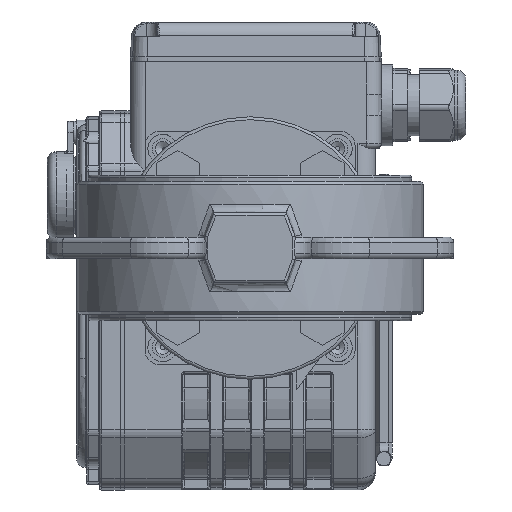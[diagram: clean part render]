
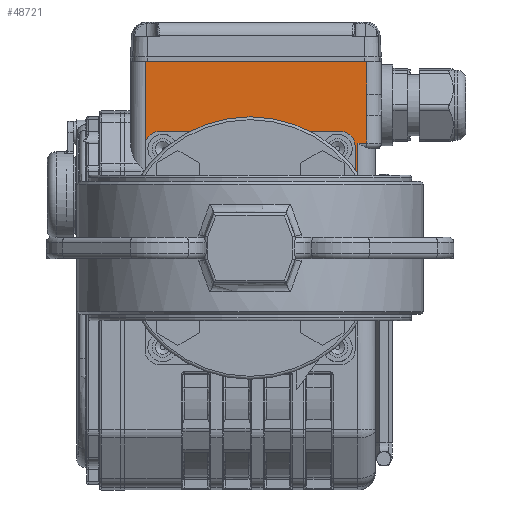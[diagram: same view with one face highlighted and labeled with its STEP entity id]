
A CAD part, front view. The second image highlights one B-rep face of the part: STEP entity #48721.
In plain terms, the highlighted face is planar.
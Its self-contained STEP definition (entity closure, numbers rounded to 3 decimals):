
#1455=B_SPLINE_CURVE_WITH_KNOTS('',3,(#85522,#85523,#85524,#85525,#85526,
#85527,#85528,#85529,#85530,#85531),.UNSPECIFIED.,.F.,.F.,(4,2,2,2,4),(0.,
0.002,0.004,0.006,0.007),
 .UNSPECIFIED.);
#2561=PLANE('',#53256);
#4215=LINE('',#82997,#7865);
#4606=LINE('',#84882,#8256);
#4609=LINE('',#84890,#8259);
#4658=LINE('',#85479,#8308);
#4666=LINE('',#85514,#8316);
#4667=LINE('',#85516,#8317);
#4668=LINE('',#85518,#8318);
#4669=LINE('',#85520,#8319);
#4670=LINE('',#85533,#8320);
#7865=VECTOR('',#59645,1000.);
#8256=VECTOR('',#61562,1000.);
#8259=VECTOR('',#61571,1000.);
#8308=VECTOR('',#61776,1000.);
#8316=VECTOR('',#61836,1000.);
#8317=VECTOR('',#61837,1000.);
#8318=VECTOR('',#61838,1000.);
#8319=VECTOR('',#61839,1000.);
#8320=VECTOR('',#61840,1000.);
#16062=ORIENTED_EDGE('',*,*,#27897,.F.);
#16063=ORIENTED_EDGE('',*,*,#27898,.T.);
#16064=ORIENTED_EDGE('',*,*,#27899,.T.);
#16065=ORIENTED_EDGE('',*,*,#27900,.T.);
#16066=ORIENTED_EDGE('',*,*,#27901,.T.);
#16067=ORIENTED_EDGE('',*,*,#27902,.T.);
#16068=ORIENTED_EDGE('',*,*,#26906,.T.);
#16069=ORIENTED_EDGE('',*,*,#27880,.T.);
#16070=ORIENTED_EDGE('',*,*,#27795,.F.);
#16071=ORIENTED_EDGE('',*,*,#27793,.F.);
#16072=ORIENTED_EDGE('',*,*,#27791,.F.);
#16073=ORIENTED_EDGE('',*,*,#27789,.F.);
#26906=EDGE_CURVE('',#33559,#33558,#4215,.T.);
#27789=EDGE_CURVE('',#34107,#34108,#4606,.T.);
#27791=EDGE_CURVE('',#34108,#34109,#37951,.T.);
#27793=EDGE_CURVE('',#34109,#34110,#4609,.T.);
#27795=EDGE_CURVE('',#34110,#34111,#37952,.T.);
#27880=EDGE_CURVE('',#33558,#34111,#4658,.T.);
#27897=EDGE_CURVE('',#34137,#34107,#4666,.T.);
#27898=EDGE_CURVE('',#34137,#34138,#4667,.T.);
#27899=EDGE_CURVE('',#34138,#34139,#4668,.T.);
#27900=EDGE_CURVE('',#34139,#34140,#4669,.T.);
#27901=EDGE_CURVE('',#34140,#34141,#1455,.T.);
#27902=EDGE_CURVE('',#34141,#33559,#4670,.T.);
#33558=VERTEX_POINT('',#82996);
#33559=VERTEX_POINT('',#82998);
#34107=VERTEX_POINT('',#84881);
#34108=VERTEX_POINT('',#84883);
#34109=VERTEX_POINT('',#84887);
#34110=VERTEX_POINT('',#84891);
#34111=VERTEX_POINT('',#84895);
#34137=VERTEX_POINT('',#85515);
#34138=VERTEX_POINT('',#85517);
#34139=VERTEX_POINT('',#85519);
#34140=VERTEX_POINT('',#85521);
#34141=VERTEX_POINT('',#85532);
#37951=CIRCLE('',#53151,6.);
#37952=CIRCLE('',#53154,6.);
#40804=EDGE_LOOP('',(#16062,#16063,#16064,#16065,#16066,#16067,#16068,#16069,
#16070,#16071,#16072,#16073));
#44351=FACE_BOUND('',#40804,.T.);
#48721=ADVANCED_FACE('',(#44351),#2561,.T.);
#53151=AXIS2_PLACEMENT_3D('',#84886,#61566,#61567);
#53154=AXIS2_PLACEMENT_3D('',#84894,#61575,#61576);
#53256=AXIS2_PLACEMENT_3D('',#85513,#61834,#61835);
#59645=DIRECTION('',(0.,1.,0.));
#61562=DIRECTION('',(1.,0.,0.));
#61566=DIRECTION('',(0.,0.,1.));
#61567=DIRECTION('',(1.,0.,0.));
#61571=DIRECTION('',(0.,1.,0.));
#61575=DIRECTION('',(0.,0.,1.));
#61576=DIRECTION('',(-1.,0.,0.));
#61776=DIRECTION('',(-1.,0.,0.));
#61834=DIRECTION('',(0.,0.,1.));
#61835=DIRECTION('',(1.,0.,0.));
#61836=DIRECTION('',(0.,1.,0.));
#61837=DIRECTION('',(1.,0.,0.));
#61838=DIRECTION('',(0.,-1.,0.));
#61839=DIRECTION('',(1.,0.,0.));
#61840=DIRECTION('',(1.,0.,0.));
#82996=CARTESIAN_POINT('',(64.,36.,34.));
#82997=CARTESIAN_POINT('',(64.,-43.,34.));
#82998=CARTESIAN_POINT('',(64.,-40.,34.));
#84881=CARTESIAN_POINT('',(24.,-36.,34.));
#84882=CARTESIAN_POINT('',(-34.,-36.,34.));
#84883=CARTESIAN_POINT('',(34.,-36.,34.));
#84886=CARTESIAN_POINT('',(34.,-30.,34.));
#84887=CARTESIAN_POINT('',(40.,-30.,34.));
#84890=CARTESIAN_POINT('',(40.,30.,34.));
#84891=CARTESIAN_POINT('',(40.,30.,34.));
#84894=CARTESIAN_POINT('',(34.,30.,34.));
#84895=CARTESIAN_POINT('',(34.,36.,34.));
#85479=CARTESIAN_POINT('',(64.,36.,34.));
#85513=CARTESIAN_POINT('',(64.,-43.,34.));
#85514=CARTESIAN_POINT('',(24.,15.264,34.));
#85515=CARTESIAN_POINT('',(24.,-37.,34.));
#85516=CARTESIAN_POINT('',(34.,-37.,34.));
#85517=CARTESIAN_POINT('',(36.,-37.,34.));
#85518=CARTESIAN_POINT('',(36.,-40.,34.));
#85519=CARTESIAN_POINT('',(36.,-40.,34.));
#85520=CARTESIAN_POINT('',(64.,-40.,34.));
#85521=CARTESIAN_POINT('',(45.292,-40.,34.));
#85522=CARTESIAN_POINT('',(45.292,-40.,34.));
#85523=CARTESIAN_POINT('',(45.91,-40.,34.));
#85524=CARTESIAN_POINT('',(46.528,-40.008,34.));
#85525=CARTESIAN_POINT('',(47.764,-40.02,34.));
#85526=CARTESIAN_POINT('',(48.382,-40.025,34.));
#85527=CARTESIAN_POINT('',(49.618,-40.025,34.));
#85528=CARTESIAN_POINT('',(50.236,-40.02,34.));
#85529=CARTESIAN_POINT('',(51.472,-40.008,34.));
#85530=CARTESIAN_POINT('',(52.09,-40.,34.));
#85531=CARTESIAN_POINT('',(52.708,-40.,34.));
#85532=CARTESIAN_POINT('',(52.708,-40.,34.));
#85533=CARTESIAN_POINT('',(64.,-40.,34.));
